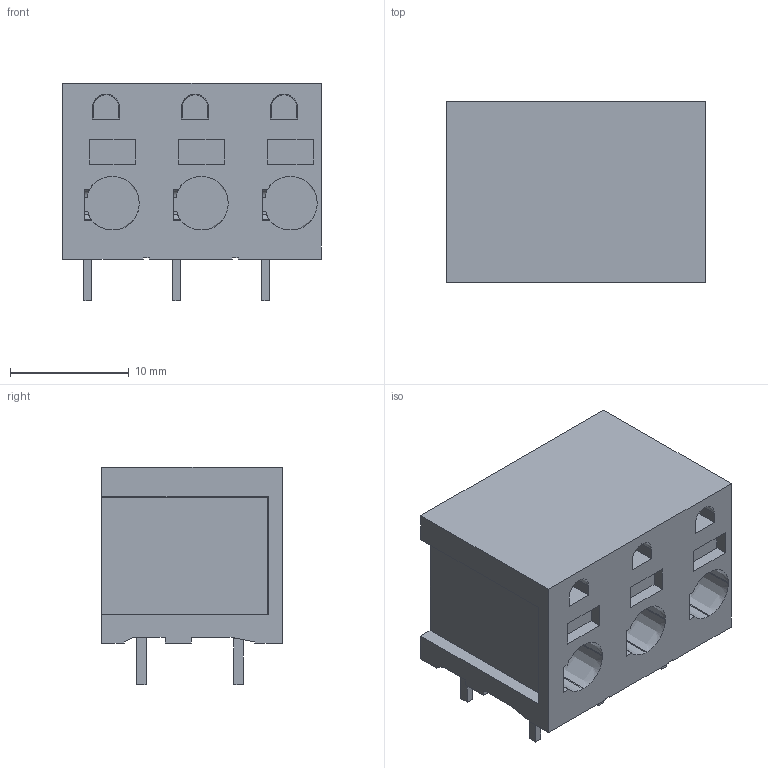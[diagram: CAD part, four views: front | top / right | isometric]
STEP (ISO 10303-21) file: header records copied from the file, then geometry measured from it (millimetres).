
FILE_DESCRIPTION(('CATIA V5R24 STEP','CAx-IF Rec.Pracs.--- Model Styling and Organization---1.4--- 2014-01-23'),'2;1');
FILE_NAME ('1115295-1_0', '2020-02-04T07:32:32+00:00', ('Weidmueller Interface'), ('Weidmueller'), 'CATIA Version 5-6 Release 2016 SP3 HF44', 'CATIA V5 STEP AP214', 'none');
FILE_SCHEMA(('AUTOMOTIVE_DESIGN { 1 0 10303 214 1 1 1 1 }'));
Length unit declared in the file: millimetre
Products named in the file (1): 2667430000
Bounding box: 21.8 x 15.2 x 18.3 mm (x, y, z)
Volume: 4427.9 mm3; surface area: 2173.1 mm2
Topology: 7 solids, 7 shells, 197 faces, 510 edges, 336 vertices
Faces by surface type: plane 152, extrusion 33, cylinder 9, cone 3
Entity records: 6282 total; most frequent: CARTESIAN_POINT 1660, ORIENTED_EDGE 1020, DIRECTION 759, EDGE_CURVE 510, VECTOR 457, LINE 424, VERTEX_POINT 336, EDGE_LOOP 206
